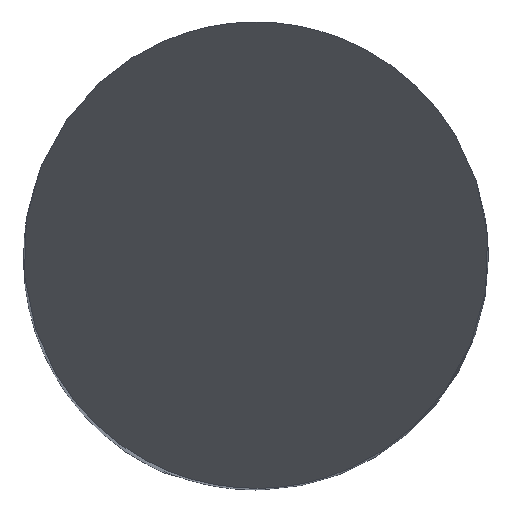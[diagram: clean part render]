
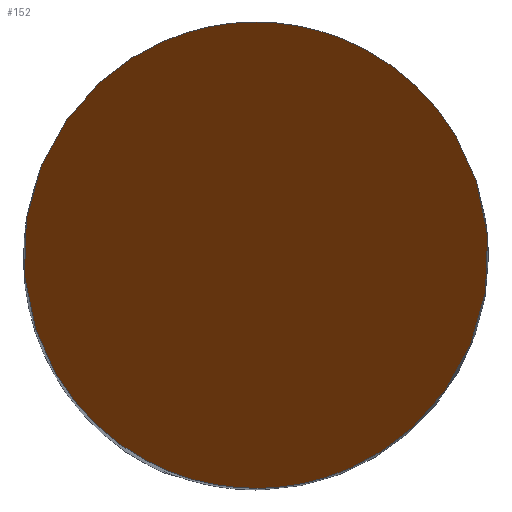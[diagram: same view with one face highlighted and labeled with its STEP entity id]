
A CAD part, top view. The second image highlights one B-rep face of the part: STEP entity #152.
In plain terms, the highlighted planar face has unit normal (0, -0.866, 0.5).
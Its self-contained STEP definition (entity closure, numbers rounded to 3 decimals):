
#62=PLANE('',#513);
#71=(
BOUNDED_CURVE()
B_SPLINE_CURVE(3,(#808,#809,#810,#811),.UNSPECIFIED.,.F.,.F.)
B_SPLINE_CURVE_WITH_KNOTS((4,4),(0.,1.),.UNSPECIFIED.)
CURVE()
GEOMETRIC_REPRESENTATION_ITEM()
RATIONAL_B_SPLINE_CURVE((1.,0.333,0.333,1.))
REPRESENTATION_ITEM('')
);
#75=(
BOUNDED_CURVE()
B_SPLINE_CURVE(3,(#1129,#1130,#1131,#1132),.UNSPECIFIED.,.F.,.F.)
B_SPLINE_CURVE_WITH_KNOTS((4,4),(0.,1.),.UNSPECIFIED.)
CURVE()
GEOMETRIC_REPRESENTATION_ITEM()
RATIONAL_B_SPLINE_CURVE((1.,0.333,0.333,1.))
REPRESENTATION_ITEM('')
);
#152=ADVANCED_FACE('',(#180),#62,.F.);
#180=FACE_OUTER_BOUND('',#205,.T.);
#205=EDGE_LOOP('',(#299,#300));
#299=ORIENTED_EDGE('',*,*,#402,.F.);
#300=ORIENTED_EDGE('',*,*,#425,.F.);
#357=VERTEX_POINT('',#807);
#358=VERTEX_POINT('',#812);
#402=EDGE_CURVE('',#357,#358,#71,.T.);
#425=EDGE_CURVE('',#358,#357,#75,.T.);
#513=AXIS2_PLACEMENT_3D('',#1133,#580,#581);
#580=DIRECTION('',(0.,0.866,-0.5));
#581=DIRECTION('',(0.,0.5,0.866));
#807=CARTESIAN_POINT('',(0.,-3.5,-6.062));
#808=CARTESIAN_POINT('',(0.,-3.5,-6.062));
#809=CARTESIAN_POINT('',(-7.,-3.5,-6.062));
#810=CARTESIAN_POINT('',(-7.,3.5,6.062));
#811=CARTESIAN_POINT('',(0.,3.5,6.062));
#812=CARTESIAN_POINT('',(0.,3.5,6.062));
#1129=CARTESIAN_POINT('',(0.,3.5,6.062));
#1130=CARTESIAN_POINT('',(7.,3.5,6.062));
#1131=CARTESIAN_POINT('',(7.,-3.5,-6.062));
#1132=CARTESIAN_POINT('',(0.,-3.5,-6.062));
#1133=CARTESIAN_POINT('',(3.75,-3.5,-6.062));
